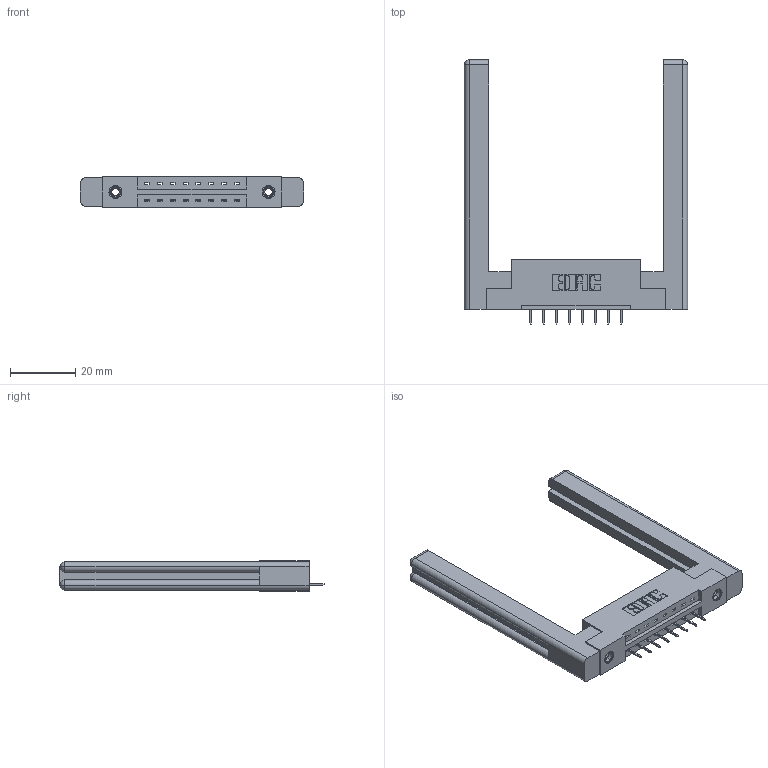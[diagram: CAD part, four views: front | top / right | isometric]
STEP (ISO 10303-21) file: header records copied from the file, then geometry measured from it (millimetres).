
FILE_DESCRIPTION (( 'STEP AP203' ), '1' );
FILE_NAME ('337-008-524-158.STEP', '2019-09-27T18:56:10', ( '' ), ( '' ), 'SwSTEP 2.0', 'SolidWorks 2016', '' );
FILE_SCHEMA (( 'CONFIG_CONTROL_DESIGN' ));
Length unit declared in the file: inch
Products named in the file (5): 345-250-001_345-250-001-102; 345-292-001_345-293-124; 337-008-524-158; 337 Part_Flush Mounting Lugs - 0.156 Dia-TI; 307-220-058
Assembly tree (13 placements, depth 2):
  337-008-524-158
    337 Part_Flush Mounting Lugs - 0.156 Dia-TI
    345-292-001_345-293-124  x8
    345-250-001_345-250-001-102  x2
    307-220-058  x2
Bounding box: 68.33 x 80.78 x 9.4 mm (x, y, z)
Volume: 13806.4 mm3; surface area: 11779.1 mm2
Topology: 13 solids, 13 shells, 784 faces, 2201 edges, 1422 vertices
Faces by surface type: plane 570, cylinder 190, cone 12, torus 12
Entity records: 13052 total; most frequent: CARTESIAN_POINT 2269, ORIENTED_EDGE 2152, DIRECTION 2000, EDGE_CURVE 1076, VECTOR 904, LINE 904, VERTEX_POINT 706, AXIS2_PLACEMENT_3D 548
